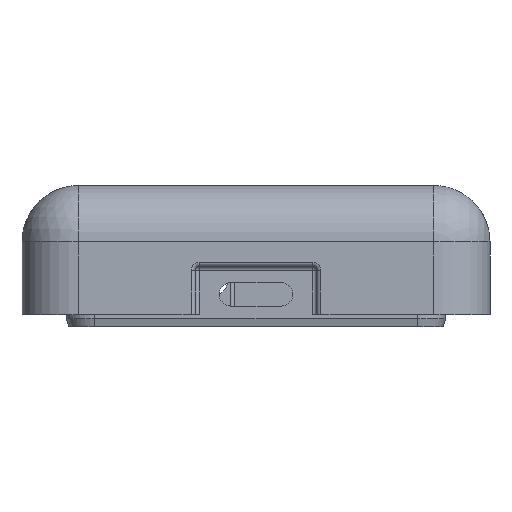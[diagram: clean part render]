
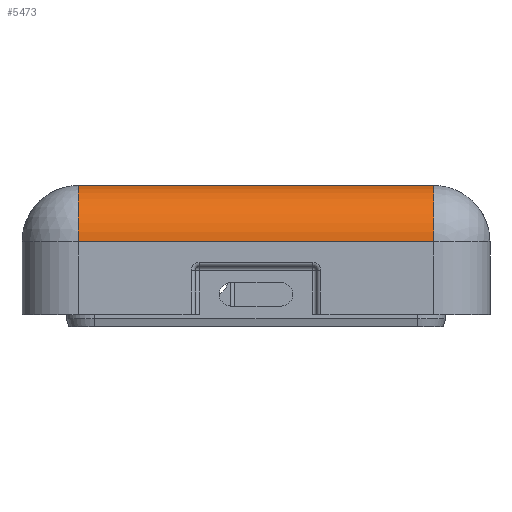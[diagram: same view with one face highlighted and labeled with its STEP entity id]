
A CAD part, left-side view. The second image highlights one B-rep face of the part: STEP entity #5473.
In plain terms, the highlighted cylindrical face has radius 7 mm (diameter 14 mm), a partial arc.
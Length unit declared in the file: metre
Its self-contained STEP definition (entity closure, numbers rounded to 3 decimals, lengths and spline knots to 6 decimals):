
#105=CYLINDRICAL_SURFACE('',#5897,0.007);
#207=CIRCLE('',#5881,0.007);
#215=CIRCLE('',#5895,0.007);
#706=ORIENTED_EDGE('',*,*,#2158,.T.);
#707=ORIENTED_EDGE('',*,*,#1933,.F.);
#708=ORIENTED_EDGE('',*,*,#2175,.F.);
#709=ORIENTED_EDGE('',*,*,#1988,.F.);
#1933=EDGE_CURVE('',#2736,#2737,#3257,.T.);
#1988=EDGE_CURVE('',#2788,#2789,#3288,.F.);
#2158=EDGE_CURVE('',#2788,#2737,#207,.F.);
#2175=EDGE_CURVE('',#2789,#2736,#215,.T.);
#2736=VERTEX_POINT('',#7856);
#2737=VERTEX_POINT('',#7857);
#2788=VERTEX_POINT('',#7967);
#2789=VERTEX_POINT('',#7969);
#3257=LINE('',#7855,#3912);
#3288=LINE('',#7968,#3943);
#3912=VECTOR('',#6242,1.);
#3943=VECTOR('',#6331,1.);
#4589=EDGE_LOOP('',(#706,#707,#708,#709));
#4933=FACE_BOUND('',#4589,.T.);
#5473=ADVANCED_FACE('',(#4933),#105,.T.);
#5881=AXIS2_PLACEMENT_3D('',#8386,#6687,#6688);
#5895=AXIS2_PLACEMENT_3D('',#8434,#6720,#6721);
#5897=AXIS2_PLACEMENT_3D('',#8436,#6724,#6725);
#6242=DIRECTION('',(0.,-1.,0.));
#6331=DIRECTION('',(0.,-1.,0.));
#6687=DIRECTION('',(0.,-1.,0.));
#6688=DIRECTION('',(0.,0.,-1.));
#6720=DIRECTION('',(0.,1.,0.));
#6721=DIRECTION('',(0.,0.,1.));
#6724=DIRECTION('',(0.,1.,0.));
#6725=DIRECTION('',(0.,0.,1.));
#7855=CARTESIAN_POINT('',(-0.054,-0.029,0.002));
#7856=CARTESIAN_POINT('',(-0.054,0.022,0.002));
#7857=CARTESIAN_POINT('',(-0.054,-0.022,0.002));
#7967=CARTESIAN_POINT('',(-0.061,-0.022,-0.005));
#7968=CARTESIAN_POINT('',(-0.061,0.029,-0.005));
#7969=CARTESIAN_POINT('',(-0.061,0.022,-0.005));
#8386=CARTESIAN_POINT('',(-0.054,-0.022,-0.005));
#8434=CARTESIAN_POINT('',(-0.054,0.022,-0.005));
#8436=CARTESIAN_POINT('',(-0.054,0.,-0.005));
